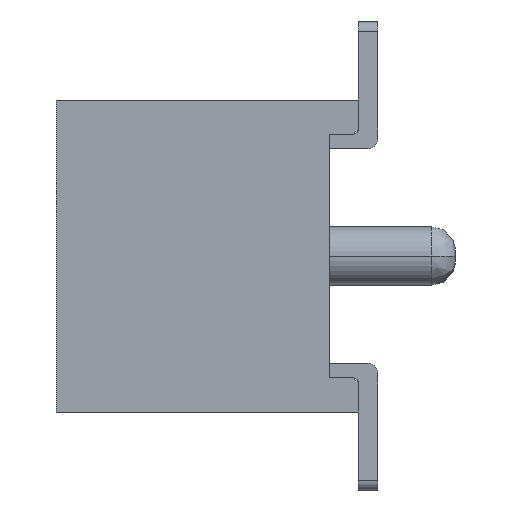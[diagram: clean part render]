
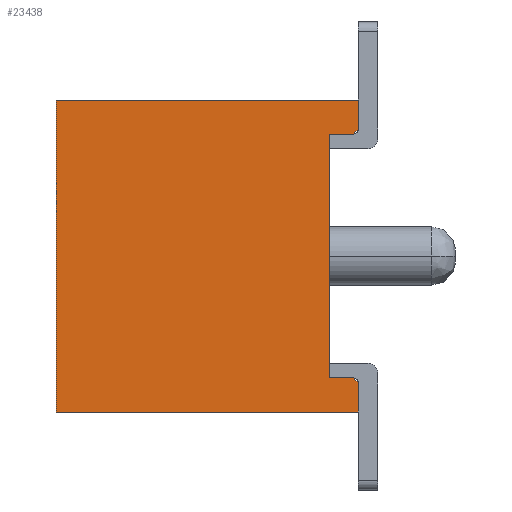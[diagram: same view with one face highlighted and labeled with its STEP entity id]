
A CAD part, left-side view. The second image highlights one B-rep face of the part: STEP entity #23438.
In plain terms, the highlighted planar face has unit normal (-1, 0, 0).
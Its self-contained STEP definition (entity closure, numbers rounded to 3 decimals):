
#457=DIRECTION('',(0.,0.,1.));
#458=VECTOR('',#457,0.3);
#459=CARTESIAN_POINT('',(-6.15,0.,1.3));
#460=LINE('',#459,#458);
#473=DIRECTION('',(0.,0.,1.));
#474=VECTOR('',#473,0.3);
#475=CARTESIAN_POINT('',(-6.15,0.,-1.6));
#476=LINE('',#475,#474);
#3022=DIRECTION('',(0.,1.,0.));
#3023=VECTOR('',#3022,3.1);
#3024=CARTESIAN_POINT('',(-6.15,0.,1.6));
#3025=LINE('',#3024,#3023);
#3082=DIRECTION('',(0.,-0.707,0.707));
#3083=VECTOR('',#3082,0.071);
#3084=CARTESIAN_POINT('',(-6.15,0.05,1.25));
#3085=LINE('',#3084,#3083);
#3086=DIRECTION('',(0.,1.,0.));
#3087=VECTOR('',#3086,0.25);
#3088=CARTESIAN_POINT('',(-6.15,0.05,1.25));
#3089=LINE('',#3088,#3087);
#3090=DIRECTION('',(0.,0.,1.));
#3091=VECTOR('',#3090,2.5);
#3092=CARTESIAN_POINT('',(-6.15,0.3,-1.25));
#3093=LINE('',#3092,#3091);
#3094=DIRECTION('',(0.,1.,0.));
#3095=VECTOR('',#3094,0.25);
#3096=CARTESIAN_POINT('',(-6.15,0.05,-1.25));
#3097=LINE('',#3096,#3095);
#3098=DIRECTION('',(0.,0.707,0.707));
#3099=VECTOR('',#3098,0.071);
#3100=CARTESIAN_POINT('',(-6.15,0.,-1.3));
#3101=LINE('',#3100,#3099);
#3102=DIRECTION('',(0.,1.,0.));
#3103=VECTOR('',#3102,3.1);
#3104=CARTESIAN_POINT('',(-6.15,0.,-1.6));
#3105=LINE('',#3104,#3103);
#5055=DIRECTION('',(0.,0.,1.));
#5056=VECTOR('',#5055,3.2);
#5057=CARTESIAN_POINT('',(-6.15,3.1,-1.6));
#5058=LINE('',#5057,#5056);
#15847=CARTESIAN_POINT('',(-6.15,3.1,-1.6));
#15848=CARTESIAN_POINT('',(-6.15,3.1,1.6));
#15849=VERTEX_POINT('',#15847);
#15850=VERTEX_POINT('',#15848);
#15855=CARTESIAN_POINT('',(-6.15,0.,-1.6));
#15856=VERTEX_POINT('',#15855);
#15857=CARTESIAN_POINT('',(-6.15,0.,1.6));
#15858=VERTEX_POINT('',#15857);
#15863=CARTESIAN_POINT('',(-6.15,0.3,-1.25));
#15864=CARTESIAN_POINT('',(-6.15,0.3,1.25));
#15865=VERTEX_POINT('',#15863);
#15866=VERTEX_POINT('',#15864);
#16005=CARTESIAN_POINT('',(-6.15,0.05,1.25));
#16006=CARTESIAN_POINT('',(-6.15,0.,1.3));
#16007=VERTEX_POINT('',#16005);
#16008=VERTEX_POINT('',#16006);
#16009=CARTESIAN_POINT('',(-6.15,0.,-1.3));
#16010=CARTESIAN_POINT('',(-6.15,0.05,-1.25));
#16011=VERTEX_POINT('',#16009);
#16012=VERTEX_POINT('',#16010);
#23416=CARTESIAN_POINT('',(-6.15,0.,-1.6));
#23417=DIRECTION('',(-1.,0.,0.));
#23418=DIRECTION('',(0.,0.,1.));
#23419=AXIS2_PLACEMENT_3D('',#23416,#23417,#23418);
#23420=PLANE('',#23419);
#23422=ORIENTED_EDGE('',*,*,#23421,.F.);
#23424=ORIENTED_EDGE('',*,*,#23423,.T.);
#23425=ORIENTED_EDGE('',*,*,#21837,.F.);
#23426=ORIENTED_EDGE('',*,*,#22694,.F.);
#23428=ORIENTED_EDGE('',*,*,#23427,.F.);
#23429=ORIENTED_EDGE('',*,*,#21244,.F.);
#23431=ORIENTED_EDGE('',*,*,#23430,.T.);
#23433=ORIENTED_EDGE('',*,*,#23432,.T.);
#23434=ORIENTED_EDGE('',*,*,#23364,.F.);
#23435=ORIENTED_EDGE('',*,*,#21228,.F.);
#23436=EDGE_LOOP('',(#23422,#23424,#23425,#23426,#23428,#23429,#23431,#23433,
#23434,#23435));
#23437=FACE_OUTER_BOUND('',#23436,.F.);
#21228=EDGE_CURVE('',#16008,#15858,#460,.T.);
#21244=EDGE_CURVE('',#15856,#16011,#476,.T.);
#21837=EDGE_CURVE('',#15865,#15866,#3093,.T.);
#22694=EDGE_CURVE('',#16012,#15865,#3097,.T.);
#23364=EDGE_CURVE('',#15858,#15850,#3025,.T.);
#23421=EDGE_CURVE('',#16007,#16008,#3085,.T.);
#23423=EDGE_CURVE('',#16007,#15866,#3089,.T.);
#23427=EDGE_CURVE('',#16011,#16012,#3101,.T.);
#23430=EDGE_CURVE('',#15856,#15849,#3105,.T.);
#23432=EDGE_CURVE('',#15849,#15850,#5058,.T.);
#23438=ADVANCED_FACE('',(#23437),#23420,.T.);
